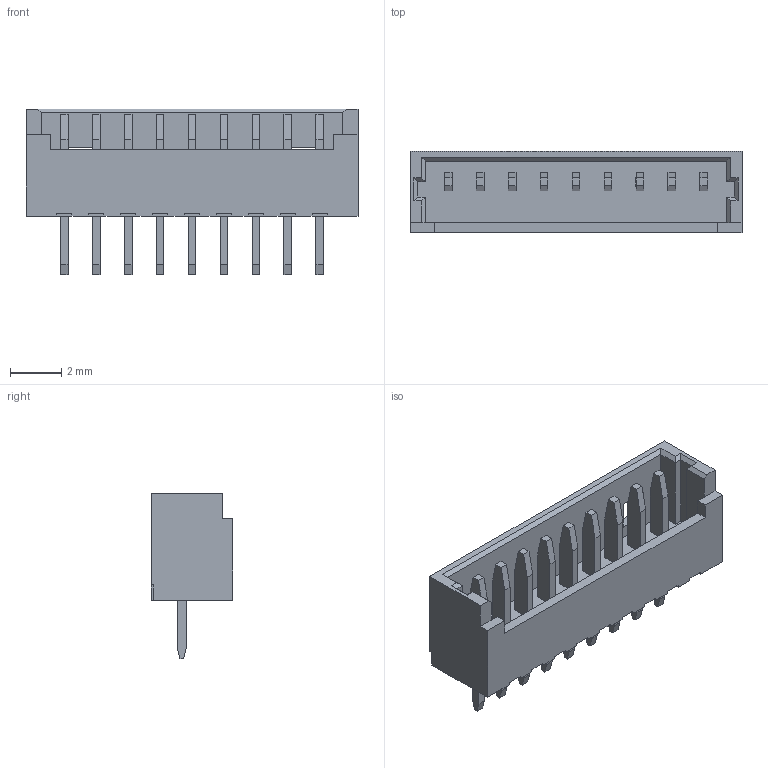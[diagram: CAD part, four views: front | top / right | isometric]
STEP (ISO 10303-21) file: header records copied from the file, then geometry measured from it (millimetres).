
FILE_DESCRIPTION(/* description */ ('Unknown'),/* implementation_level */ '2;1');
FILE_NAME(/* name */ '653009114822',/* time_stamp */ '2018-06-05T16:51:15+02:00',/* author */ ('Unknown'),/* organization */ ('Unknown'),/* preprocessor_version */ 'ST-DEVELOPER v16.7',/* originating_system */ 'DEX',/* authorisation */ $);
FILE_SCHEMA (('AUTOMOTIVE_DESIGN {1 0 10303 214 3 1 1}'));
Length unit declared in the file: millimetre
Products named in the file (3): 6530xx114822; 653009114822; 6530xx114822_PIN
Assembly tree (10 placements, depth 2):
  6530xx114822
    653009114822
    6530xx114822_PIN  x9
Bounding box: 13 x 3.2 x 6.5 mm (x, y, z)
Volume: 82.4 mm3; surface area: 376.4 mm2
Topology: 10 solids, 10 shells, 303 faces, 837 edges, 554 vertices
Faces by surface type: plane 303
Entity records: 6291 total; most frequent: CARTESIAN_POINT 1113, ORIENTED_EDGE 1098, DIRECTION 953, EDGE_CURVE 549, LINE 549, VECTOR 549, VERTEX_POINT 362, EDGE_LOOP 213
